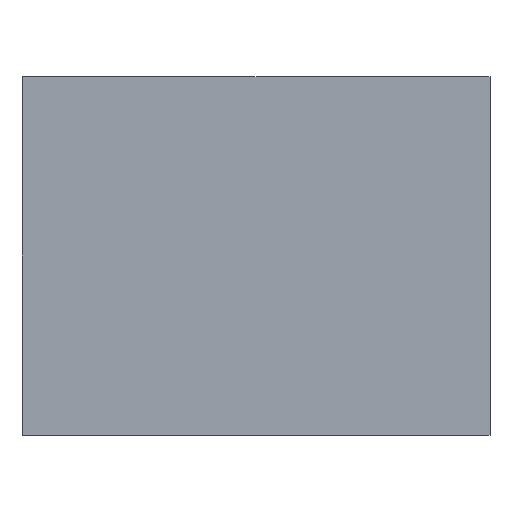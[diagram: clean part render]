
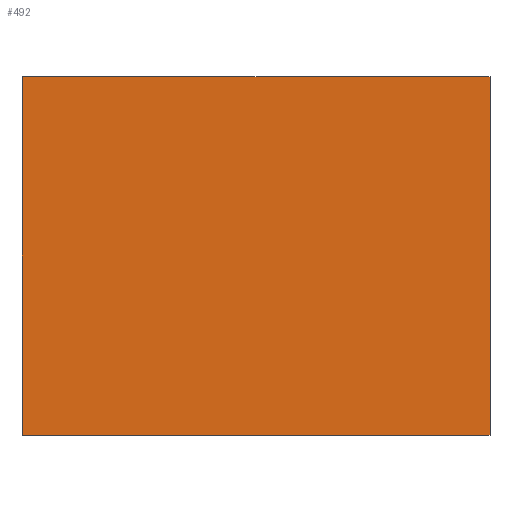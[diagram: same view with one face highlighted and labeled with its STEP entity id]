
A CAD part, front view. The second image highlights one B-rep face of the part: STEP entity #492.
In plain terms, the highlighted planar face has unit normal (0, -1, 0).
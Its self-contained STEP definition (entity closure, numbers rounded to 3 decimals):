
#47=FACE_OUTER_BOUND('',#75,.T.);
#75=EDGE_LOOP('',(#436,#437,#438,#439));
#87=LINE('',#696,#149);
#118=LINE('',#757,#180);
#120=LINE('',#762,#182);
#135=LINE('',#800,#197);
#149=VECTOR('',#561,10.);
#180=VECTOR('',#614,10.);
#182=VECTOR('',#620,10.);
#197=VECTOR('',#661,10.);
#210=VERTEX_POINT('',#693);
#211=VERTEX_POINT('',#695);
#230=VERTEX_POINT('',#755);
#231=VERTEX_POINT('',#761);
#253=EDGE_CURVE('',#211,#210,#87,.T.);
#284=EDGE_CURVE('',#230,#210,#118,.T.);
#286=EDGE_CURVE('',#211,#231,#120,.T.);
#305=EDGE_CURVE('',#230,#231,#135,.T.);
#436=ORIENTED_EDGE('',*,*,#305,.T.);
#437=ORIENTED_EDGE('',*,*,#286,.F.);
#438=ORIENTED_EDGE('',*,*,#253,.T.);
#439=ORIENTED_EDGE('',*,*,#284,.F.);
#465=PLANE('',#543);
#492=ADVANCED_FACE('',(#47),#465,.F.);
#543=AXIS2_PLACEMENT_3D('',#805,#668,#669);
#561=DIRECTION('',(1.,0.,0.));
#614=DIRECTION('',(0.,0.,-1.));
#620=DIRECTION('',(0.,0.,1.));
#661=DIRECTION('',(-1.,0.,0.));
#668=DIRECTION('center_axis',(0.,1.,0.));
#669=DIRECTION('ref_axis',(0.,0.,1.));
#693=CARTESIAN_POINT('',(20.25,0.,-15.5));
#695=CARTESIAN_POINT('',(-20.25,0.,-15.5));
#696=CARTESIAN_POINT('',(10.25,0.,-15.5));
#755=CARTESIAN_POINT('',(20.25,0.,15.5));
#757=CARTESIAN_POINT('',(20.25,0.,15.5));
#761=CARTESIAN_POINT('',(-20.25,0.,15.5));
#762=CARTESIAN_POINT('',(-20.25,0.,-15.5));
#800=CARTESIAN_POINT('',(-10.25,0.,15.5));
#805=CARTESIAN_POINT('Origin',(0.,0.,0.));
